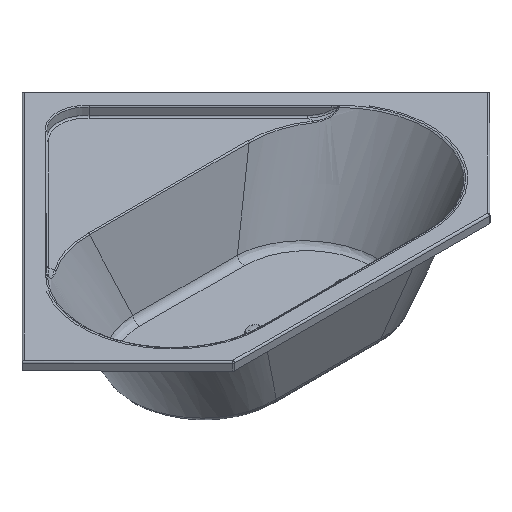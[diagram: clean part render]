
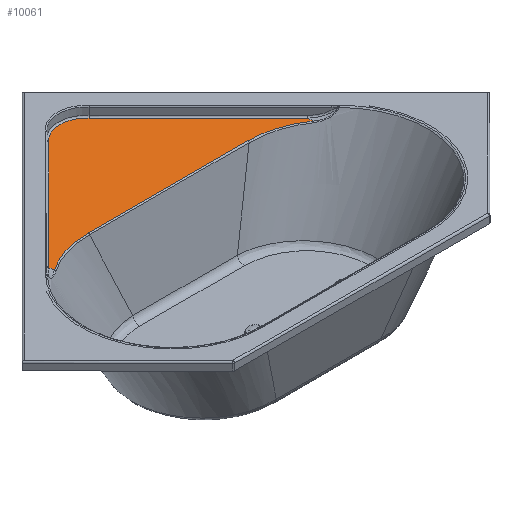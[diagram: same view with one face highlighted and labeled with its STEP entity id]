
A CAD part, isometric view. The second image highlights one B-rep face of the part: STEP entity #10061.
In plain terms, the highlighted planar face has unit normal (0, 0, 1).
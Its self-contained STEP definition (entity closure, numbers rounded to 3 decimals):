
#8657=CARTESIAN_POINT('',(152.903,-40.482,-40.0));
#8658=VERTEX_POINT('',#8657);
#8666=CARTESIAN_POINT('',(614.163,420.778,-40.0));
#8667=VERTEX_POINT('',#8666);
#8668=CARTESIAN_POINT('',(152.903,-40.482,-40.0));
#8669=DIRECTION('',(0.707,0.707,0.0));
#8670=VECTOR('',#8669,652.32);
#8671=LINE('',#8668,#8670);
#8672=EDGE_CURVE('',#8658,#8667,#8671,.T.);
#8735=CARTESIAN_POINT('',(786.286,422.894,-40.0));
#8736=VERTEX_POINT('',#8735);
#8737=CARTESIAN_POINT('',(701.135,347.804,-40.0));
#8738=DIRECTION('',(0.0,0.0,-1.0));
#8739=DIRECTION('',(-0.012,1.,0.0));
#8740=AXIS2_PLACEMENT_3D('',#8737,#8738,#8739);
#8741=CIRCLE('',#8740,113.531);
#8742=EDGE_CURVE('',#8667,#8736,#8741,.T.);
#8981=CARTESIAN_POINT('',(1249.865,-40.901,-40.0));
#8982=VERTEX_POINT('',#8981);
#8999=CARTESIAN_POINT('',(786.286,422.894,-40.0));
#9000=DIRECTION('',(0.707,-0.707,0.0));
#9001=VECTOR('',#9000,655.753);
#9002=LINE('',#8999,#9001);
#9003=EDGE_CURVE('',#8736,#8982,#9002,.T.);
#9895=CARTESIAN_POINT('',(1249.865,-62.676,-40.0));
#9896=VERTEX_POINT('',#9895);
#9987=CARTESIAN_POINT('',(1249.865,-40.901,-40.0));
#9988=CARTESIAN_POINT('',(1249.865,-48.159,-40.0));
#9989=CARTESIAN_POINT('',(1249.865,-55.418,-40.0));
#9990=CARTESIAN_POINT('',(1249.865,-62.676,-40.0));
#9991=B_SPLINE_CURVE_WITH_KNOTS('',3,(#9987,#9988,#9989,#9990),.UNSPECIFIED.,.F.,.U.,(4,4),(-6.195,-4.017),.UNSPECIFIED.);
#9992=EDGE_CURVE('',#8982,#9896,#9991,.T.);
#9998=CARTESIAN_POINT('',(701.176,70.322,-40.0));
#9999=DIRECTION('',(0.0,0.0,1.0));
#10000=DIRECTION('',(1.0,0.0,0.0));
#10001=AXIS2_PLACEMENT_3D('',#9998,#9999,#10000);
#10002=PLANE('',#10001);
#10003=ORIENTED_EDGE('',*,*,#9003,.F.);
#10004=ORIENTED_EDGE('',*,*,#8742,.F.);
#10005=ORIENTED_EDGE('',*,*,#8672,.F.);
#10006=CARTESIAN_POINT('',(152.903,-62.702,-40.0));
#10007=VERTEX_POINT('',#10006);
#10008=CARTESIAN_POINT('',(152.903,-62.702,-40.));
#10009=CARTESIAN_POINT('',(152.903,-55.295,-40.));
#10010=CARTESIAN_POINT('',(152.903,-47.889,-40.));
#10011=CARTESIAN_POINT('',(152.903,-40.482,-40.));
#10012=B_SPLINE_CURVE_WITH_KNOTS('',3,(#10008,#10009,#10010,#10011),.UNSPECIFIED.,.F.,.U.,(4,4),(1.338,3.56),.UNSPECIFIED.);
#10013=EDGE_CURVE('',#10007,#8658,#10012,.T.);
#10014=ORIENTED_EDGE('',*,*,#10013,.F.);
#10015=CARTESIAN_POINT('',(363.077,2.894,-40.0));
#10016=VERTEX_POINT('',#10015);
#10017=CARTESIAN_POINT('',(363.077,2.894,-40.0));
#10018=CARTESIAN_POINT('',(352.475,2.894,-40.0));
#10019=CARTESIAN_POINT('',(331.211,1.976,-40.));
#10020=CARTESIAN_POINT('',(304.778,-1.473,-40.));
#10021=CARTESIAN_POINT('',(286.511,-5.073,-40.0));
#10022=CARTESIAN_POINT('',(276.158,-7.463,-40.0));
#10023=CARTESIAN_POINT('',(265.88,-10.07,-40.));
#10024=CARTESIAN_POINT('',(253.123,-13.748,-40.));
#10025=CARTESIAN_POINT('',(232.919,-20.527,-40.));
#10026=CARTESIAN_POINT('',(208.182,-30.654,-40.));
#10027=CARTESIAN_POINT('',(179.657,-45.331,-40.));
#10028=CARTESIAN_POINT('',(161.628,-56.677,-40.0));
#10029=CARTESIAN_POINT('',(152.903,-62.702,-40.0));
#10030=B_SPLINE_CURVE_WITH_KNOTS('',3,(#10017,#10018,#10019,#10020,#10021,#10022,#10023,#10024,#10025,#10026,#10027,#10028,#10029),.UNSPECIFIED.,.F.,.U.,(4,1,1,1,1,1,1,1,1,1,4),(0.,3.181,6.362,7.952,8.747,9.542,11.133,12.723,15.904,19.085,22.266),.UNSPECIFIED.);
#10031=EDGE_CURVE('',#10016,#10007,#10030,.T.);
#10032=ORIENTED_EDGE('',*,*,#10031,.F.);
#10033=CARTESIAN_POINT('',(1039.728,2.894,-40.0));
#10034=VERTEX_POINT('',#10033);
#10035=CARTESIAN_POINT('',(1039.728,2.894,-40.0));
#10036=DIRECTION('',(-1.0,0.0,0.0));
#10037=VECTOR('',#10036,676.651);
#10038=LINE('',#10035,#10037);
#10039=EDGE_CURVE('',#10034,#10016,#10038,.T.);
#10040=ORIENTED_EDGE('',*,*,#10039,.F.);
#10041=CARTESIAN_POINT('',(1249.865,-62.676,-40.0));
#10042=CARTESIAN_POINT('',(1241.142,-56.653,-40.0));
#10043=CARTESIAN_POINT('',(1223.114,-45.312,-40.));
#10044=CARTESIAN_POINT('',(1194.595,-30.641,-40.));
#10045=CARTESIAN_POINT('',(1169.861,-20.517,-40.));
#10046=CARTESIAN_POINT('',(1149.662,-13.741,-40.));
#10047=CARTESIAN_POINT('',(1138.181,-10.432,-40.0));
#10048=CARTESIAN_POINT('',(1130.485,-8.437,-40.0));
#10049=CARTESIAN_POINT('',(1125.335,-7.16,-40.));
#10050=CARTESIAN_POINT('',(1116.28,-5.07,-40.));
#10051=CARTESIAN_POINT('',(1098.015,-1.471,-40.));
#10052=CARTESIAN_POINT('',(1071.589,1.977,-40.));
#10053=CARTESIAN_POINT('',(1050.329,2.894,-40.0));
#10054=CARTESIAN_POINT('',(1039.728,2.894,-40.0));
#10055=B_SPLINE_CURVE_WITH_KNOTS('',3,(#10041,#10042,#10043,#10044,#10045,#10046,#10047,#10048,#10049,#10050,#10051,#10052,#10053,#10054),.UNSPECIFIED.,.F.,.U.,(4,1,1,1,1,1,1,1,1,1,1,4),(0.0,3.18,6.36,9.541,11.131,12.721,13.118,13.516,14.311,15.901,19.081,22.261),.UNSPECIFIED.);
#10056=EDGE_CURVE('',#9896,#10034,#10055,.T.);
#10057=ORIENTED_EDGE('',*,*,#10056,.F.);
#10058=ORIENTED_EDGE('',*,*,#9992,.F.);
#10059=EDGE_LOOP('',(#10003,#10004,#10005,#10014,#10032,#10040,#10057,#10058));
#10060=FACE_OUTER_BOUND('',#10059,.T.);
#10061=ADVANCED_FACE('',(#10060),#10002,.T.);
